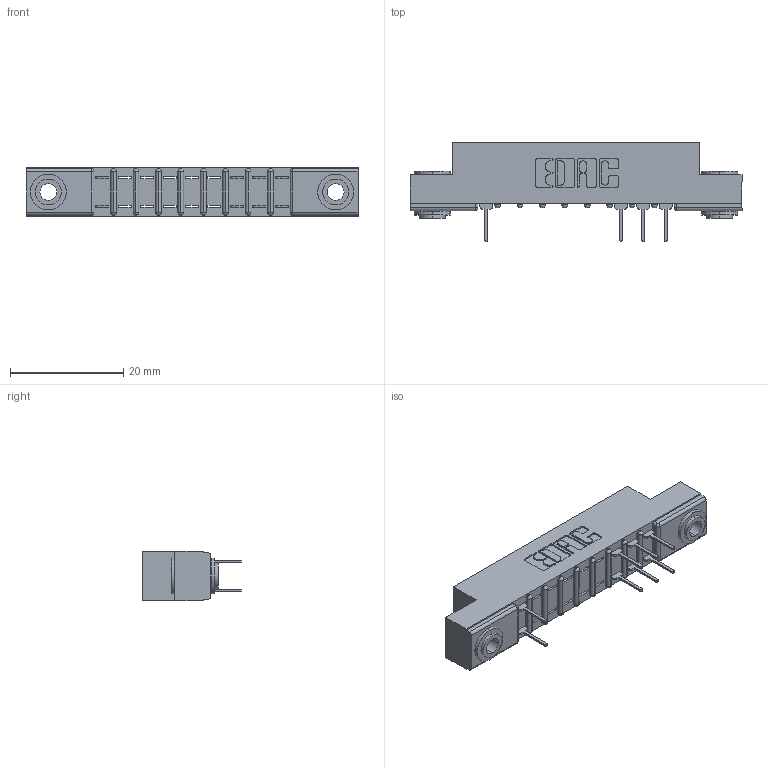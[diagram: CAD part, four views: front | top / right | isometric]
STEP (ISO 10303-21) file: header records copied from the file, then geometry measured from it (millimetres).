
FILE_DESCRIPTION (( 'STEP AP203' ), '1' );
FILE_NAME ('357-018-524-203.STEP', '2018-08-08T05:29:24', ( '' ), ( '' ), 'SwSTEP 2.0', 'SolidWorks 2016', '' );
FILE_SCHEMA (( 'CONFIG_CONTROL_DESIGN' ));
Length unit declared in the file: inch
Products named in the file (4): 307 Part_.156 Dia Mounting Holes; 307-290-001_524; 345-250-002_345-250-002-102; 357-018-524-203
Assembly tree (11 placements, depth 2):
  357-018-524-203
    307 Part_.156 Dia Mounting Holes
    307-290-001_524  x8
    345-250-002_345-250-002-102  x2
Bounding box: 58.67 x 17.42 x 8.71 mm (x, y, z)
Volume: 3708.6 mm3; surface area: 5341.4 mm2
Topology: 11 solids, 11 shells, 648 faces, 1795 edges, 1154 vertices
Faces by surface type: plane 402, cylinder 218, sphere 20, cone 8
Entity records: 12785 total; most frequent: CARTESIAN_POINT 2124, ORIENTED_EDGE 2102, DIRECTION 2099, EDGE_CURVE 1051, LINE 785, VECTOR 785, VERTEX_POINT 682, AXIS2_PLACEMENT_3D 657
